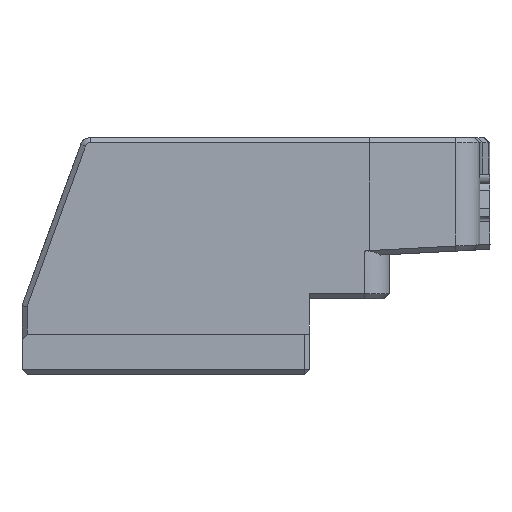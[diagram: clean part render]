
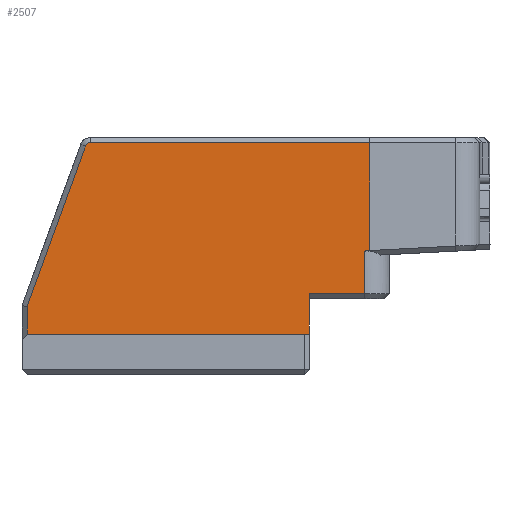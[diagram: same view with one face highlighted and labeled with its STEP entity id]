
A CAD part, front view. The second image highlights one B-rep face of the part: STEP entity #2507.
In plain terms, the highlighted planar face has unit normal (0, -1, 0).
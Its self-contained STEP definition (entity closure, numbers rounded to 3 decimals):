
#1297=FACE_OUTER_BOUND('',#3008,.T.);
#1536=B_SPLINE_CURVE_WITH_KNOTS('',3,(#7813,#7814,#7815,#7816,#7817,#7818,
#7819,#7820,#7821,#7822),.UNSPECIFIED.,.F.,.F.,(4,2,2,2,4),(0.,0.25,
0.5,0.75,1.),.UNSPECIFIED.);
#1755=LINE('',#7765,#2145);
#1770=LINE('',#7797,#2160);
#1771=LINE('',#7800,#2161);
#1772=LINE('',#7802,#2162);
#1773=LINE('',#7803,#2163);
#1774=LINE('',#7805,#2164);
#1775=LINE('',#7807,#2165);
#1776=LINE('',#7809,#2166);
#1777=LINE('',#7811,#2167);
#2145=VECTOR('',#6429,1.);
#2160=VECTOR('',#6452,1.);
#2161=VECTOR('',#6453,1.);
#2162=VECTOR('',#6454,1.);
#2163=VECTOR('',#6455,1.);
#2164=VECTOR('',#6456,1.);
#2165=VECTOR('',#6457,1.);
#2166=VECTOR('',#6458,1.);
#2167=VECTOR('',#6459,1.);
#2507=ADVANCED_FACE('',(#1297),#2779,.T.);
#2779=PLANE('',#5946);
#3008=EDGE_LOOP('',(#3394,#3395,#3396,#3397,#3398,#3399,#3400,#3401,#3402,
#3403));
#3394=ORIENTED_EDGE('',*,*,#5208,.T.);
#3395=ORIENTED_EDGE('',*,*,#5209,.T.);
#3396=ORIENTED_EDGE('',*,*,#5210,.T.);
#3397=ORIENTED_EDGE('',*,*,#5191,.T.);
#3398=ORIENTED_EDGE('',*,*,#5211,.T.);
#3399=ORIENTED_EDGE('',*,*,#5212,.T.);
#3400=ORIENTED_EDGE('',*,*,#5213,.T.);
#3401=ORIENTED_EDGE('',*,*,#5214,.T.);
#3402=ORIENTED_EDGE('',*,*,#5215,.T.);
#3403=ORIENTED_EDGE('',*,*,#5216,.T.);
#4744=VERTEX_POINT('',#7764);
#4745=VERTEX_POINT('',#7766);
#4758=VERTEX_POINT('',#7798);
#4759=VERTEX_POINT('',#7799);
#4760=VERTEX_POINT('',#7801);
#4761=VERTEX_POINT('',#7804);
#4762=VERTEX_POINT('',#7806);
#4763=VERTEX_POINT('',#7808);
#4764=VERTEX_POINT('',#7810);
#4765=VERTEX_POINT('',#7812);
#5191=EDGE_CURVE('',#4745,#4744,#1755,.T.);
#5208=EDGE_CURVE('',#4758,#4759,#1770,.T.);
#5209=EDGE_CURVE('',#4759,#4760,#1771,.T.);
#5210=EDGE_CURVE('',#4760,#4745,#1772,.T.);
#5211=EDGE_CURVE('',#4744,#4761,#1773,.T.);
#5212=EDGE_CURVE('',#4761,#4762,#1774,.T.);
#5213=EDGE_CURVE('',#4762,#4763,#1775,.T.);
#5214=EDGE_CURVE('',#4763,#4764,#1776,.T.);
#5215=EDGE_CURVE('',#4764,#4765,#1777,.T.);
#5216=EDGE_CURVE('',#4765,#4758,#1536,.T.);
#5946=AXIS2_PLACEMENT_3D('',#7823,#6460,#6461);
#6429=DIRECTION('',(0.,0.,1.));
#6452=DIRECTION('',(-0.342,0.,-0.94));
#6453=DIRECTION('',(0.,0.,-1.));
#6454=DIRECTION('',(1.,0.,0.));
#6455=DIRECTION('',(1.,0.,0.));
#6456=DIRECTION('',(0.,0.,1.));
#6457=DIRECTION('',(0.995,0.,0.104));
#6458=DIRECTION('',(0.,0.,1.));
#6459=DIRECTION('',(-1.,0.,0.));
#6460=DIRECTION('',(0.,-1.,0.));
#6461=DIRECTION('',(0.,0.,-1.));
#7764=CARTESIAN_POINT('',(-80.,-78.005,-15.));
#7765=CARTESIAN_POINT('',(-80.,-78.005,-46.));
#7766=CARTESIAN_POINT('',(-80.,-78.005,-23.));
#7797=CARTESIAN_POINT('',(-120.939,-78.005,23.81));
#7798=CARTESIAN_POINT('',(-124.385,-78.005,14.342));
#7799=CARTESIAN_POINT('',(-136.,-78.005,-17.569));
#7800=CARTESIAN_POINT('',(-136.,-78.005,-3.422));
#7801=CARTESIAN_POINT('',(-136.,-78.005,-23.));
#7802=CARTESIAN_POINT('',(-137.,-78.005,-23.));
#7803=CARTESIAN_POINT('',(-46.119,-78.005,-15.));
#7804=CARTESIAN_POINT('',(-69.,-78.005,-15.));
#7805=CARTESIAN_POINT('',(-69.,-78.005,-7.212));
#7806=CARTESIAN_POINT('',(-69.,-78.005,-6.526));
#7807=CARTESIAN_POINT('',(-46.046,-78.005,-4.12));
#7808=CARTESIAN_POINT('',(-68.,-78.005,-6.421));
#7809=CARTESIAN_POINT('',(-68.,-78.005,-3.422));
#7810=CARTESIAN_POINT('',(-68.,-78.005,15.));
#7811=CARTESIAN_POINT('',(-46.119,-78.005,15.));
#7812=CARTESIAN_POINT('',(-123.446,-78.005,15.));
#7813=CARTESIAN_POINT('',(-123.446,-78.005,15.));
#7814=CARTESIAN_POINT('',(-123.593,-78.005,15.));
#7815=CARTESIAN_POINT('',(-123.701,-78.005,14.971));
#7816=CARTESIAN_POINT('',(-123.866,-78.005,14.912));
#7817=CARTESIAN_POINT('',(-123.947,-78.005,14.87));
#7818=CARTESIAN_POINT('',(-124.098,-78.005,14.764));
#7819=CARTESIAN_POINT('',(-124.166,-78.005,14.699));
#7820=CARTESIAN_POINT('',(-124.277,-78.005,14.563));
#7821=CARTESIAN_POINT('',(-124.333,-78.005,14.486));
#7822=CARTESIAN_POINT('',(-124.385,-78.005,14.342));
#7823=CARTESIAN_POINT('',(-46.119,-78.005,-3.422));
